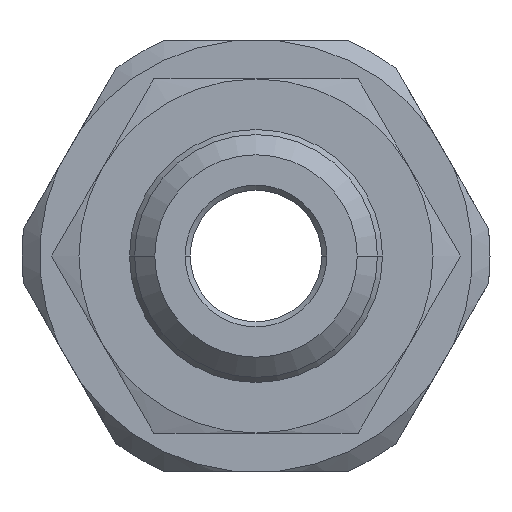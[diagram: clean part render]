
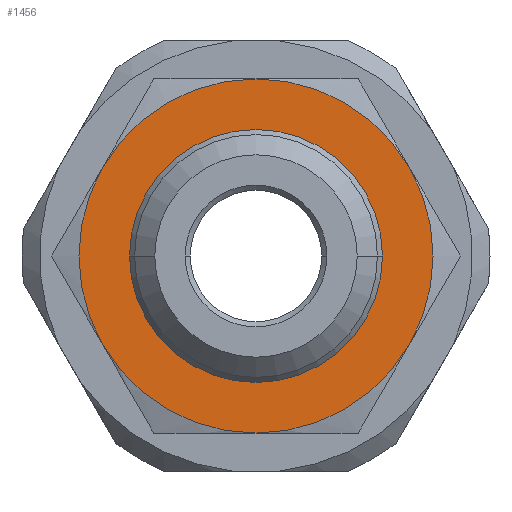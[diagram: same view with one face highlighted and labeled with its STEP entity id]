
A CAD part, front view. The second image highlights one B-rep face of the part: STEP entity #1456.
In plain terms, the highlighted planar face has unit normal (0, -1, 0).
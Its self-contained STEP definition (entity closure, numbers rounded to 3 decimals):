
#231=CARTESIAN_POINT('',(0.,0.,0.));
#232=DIRECTION('',(0.,-1.,0.));
#233=DIRECTION('',(-1.,0.,0.));
#234=AXIS2_PLACEMENT_3D('',#231,#232,#233);
#236=CARTESIAN_POINT('',(0.,0.,0.));
#237=DIRECTION('',(0.,1.,0.));
#238=DIRECTION('',(-1.,0.,0.));
#239=AXIS2_PLACEMENT_3D('',#236,#237,#238);
#241=CARTESIAN_POINT('',(0.,0.,0.));
#242=DIRECTION('',(0.,1.,0.));
#243=DIRECTION('',(0.,0.,1.));
#244=AXIS2_PLACEMENT_3D('',#241,#242,#243);
#246=CARTESIAN_POINT('',(0.,0.,0.));
#247=DIRECTION('',(0.,1.,0.));
#248=DIRECTION('',(0.866,0.,0.5));
#249=AXIS2_PLACEMENT_3D('',#246,#247,#248);
#251=CARTESIAN_POINT('',(0.,0.,0.));
#252=DIRECTION('',(0.,1.,0.));
#253=DIRECTION('',(0.866,0.,-0.5));
#254=AXIS2_PLACEMENT_3D('',#251,#252,#253);
#256=CARTESIAN_POINT('',(0.,0.,0.));
#257=DIRECTION('',(0.,1.,0.));
#258=DIRECTION('',(0.,0.,-1.));
#259=AXIS2_PLACEMENT_3D('',#256,#257,#258);
#261=CARTESIAN_POINT('',(0.,0.,0.));
#262=DIRECTION('',(0.,1.,0.));
#263=DIRECTION('',(-0.866,0.,-0.5));
#264=AXIS2_PLACEMENT_3D('',#261,#262,#263);
#302=CARTESIAN_POINT('',(0.,0.,0.));
#303=DIRECTION('',(0.,1.,0.));
#304=DIRECTION('',(-0.866,0.,0.5));
#305=AXIS2_PLACEMENT_3D('',#302,#303,#304);
#992=CARTESIAN_POINT('',(-5.,0.,0.));
#993=VERTEX_POINT('',#992);
#998=CARTESIAN_POINT('',(5.,0.,0.));
#999=VERTEX_POINT('',#998);
#1000=CARTESIAN_POINT('',(0.,0.,7.));
#1001=CARTESIAN_POINT('',(6.062,0.,3.5));
#1002=VERTEX_POINT('',#1000);
#1003=VERTEX_POINT('',#1001);
#1004=CARTESIAN_POINT('',(6.062,0.,-3.5));
#1005=VERTEX_POINT('',#1004);
#1010=CARTESIAN_POINT('',(-6.062,0.,3.5));
#1011=VERTEX_POINT('',#1010);
#1044=CARTESIAN_POINT('',(0.,0.,-7.));
#1045=VERTEX_POINT('',#1044);
#1046=CARTESIAN_POINT('',(-6.062,0.,-3.5));
#1047=VERTEX_POINT('',#1046);
#1433=CARTESIAN_POINT('',(0.,0.,0.));
#1434=DIRECTION('',(0.,-1.,0.));
#1435=DIRECTION('',(-1.,0.,0.));
#1436=AXIS2_PLACEMENT_3D('',#1433,#1434,#1435);
#1437=PLANE('',#1436);
#1439=ORIENTED_EDGE('',*,*,#1438,.T.);
#1441=ORIENTED_EDGE('',*,*,#1440,.T.);
#1443=ORIENTED_EDGE('',*,*,#1442,.T.);
#1445=ORIENTED_EDGE('',*,*,#1444,.T.);
#1447=ORIENTED_EDGE('',*,*,#1446,.T.);
#1449=ORIENTED_EDGE('',*,*,#1448,.T.);
#1450=EDGE_LOOP('',(#1439,#1441,#1443,#1445,#1447,#1449));
#1451=FACE_OUTER_BOUND('',#1450,.F.);
#1452=ORIENTED_EDGE('',*,*,#1428,.T.);
#1453=ORIENTED_EDGE('',*,*,#1412,.F.);
#1454=EDGE_LOOP('',(#1452,#1453));
#1455=FACE_BOUND('',#1454,.F.);
#1456=ADVANCED_FACE('',(#1451,#1455),#1437,.T.);
#235=CIRCLE('',#234,5.);
#240=CIRCLE('',#239,5.);
#245=CIRCLE('',#244,7.);
#250=CIRCLE('',#249,7.);
#255=CIRCLE('',#254,7.);
#260=CIRCLE('',#259,7.);
#265=CIRCLE('',#264,7.);
#306=CIRCLE('',#305,7.);
#1412=EDGE_CURVE('',#993,#999,#240,.T.);
#1428=EDGE_CURVE('',#993,#999,#235,.T.);
#1438=EDGE_CURVE('',#1002,#1003,#245,.T.);
#1440=EDGE_CURVE('',#1003,#1005,#250,.T.);
#1442=EDGE_CURVE('',#1005,#1045,#255,.T.);
#1444=EDGE_CURVE('',#1045,#1047,#260,.T.);
#1446=EDGE_CURVE('',#1047,#1011,#265,.T.);
#1448=EDGE_CURVE('',#1011,#1002,#306,.T.);
